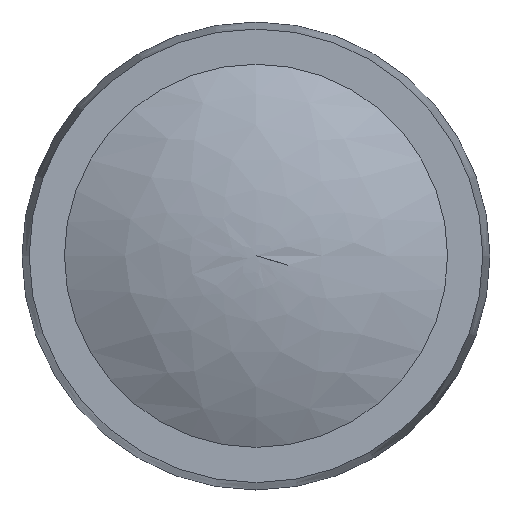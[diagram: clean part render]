
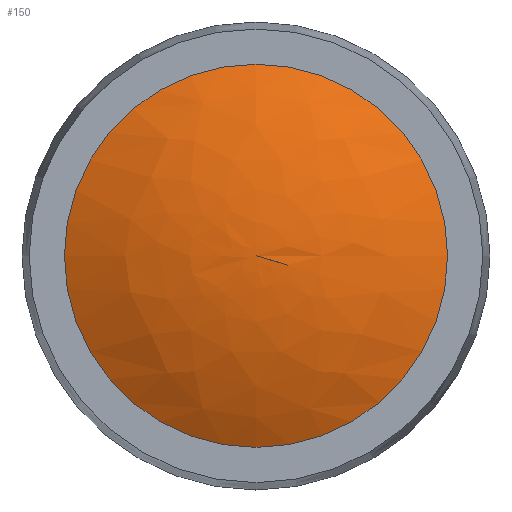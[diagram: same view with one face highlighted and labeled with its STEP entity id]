
A CAD part, top view. The second image highlights one B-rep face of the part: STEP entity #150.
In plain terms, the highlighted free-form (B-spline) face has degree [3, 3] with [4, 7] control points.
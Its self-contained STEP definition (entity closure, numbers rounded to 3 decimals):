
#150 = ADVANCED_FACE( '', ( #341, #342 ), #343, .T. );
#341 = FACE_BOUND( '', #546, .T. );
#342 = FACE_OUTER_BOUND( '', #547, .T. );
#343 = ( BOUNDED_SURFACE(  )B_SPLINE_SURFACE( 3, 3, ( ( #550, #551, #552, #553, #554, #555, #556 ), ( #557, #558, #559, #560, #561, #562, #563 ), ( #564, #565, #566, #567, #568, #569, #570 ), ( #571, #572, #573, #574, #575, #576, #577 ) ), .UNSPECIFIED., .F., .T., .F. )B_SPLINE_SURFACE_WITH_KNOTS( ( 4, 4 ), ( 4, 3, 4 ), ( 0., 6.283 ), ( 1.074, 1.319, 1.564 ), .UNSPECIFIED. )GEOMETRIC_REPRESENTATION_ITEM(  )RATIONAL_B_SPLINE_SURFACE( ( ( 1., 0.333, 0.333, 1., 0.333, 0.333, 1. ), ( 0.98, 0.327, 0.327, 0.98, 0.327, 0.327, 0.98 ), ( 0.98, 0.327, 0.327, 0.98, 0.327, 0.327, 0.98 ), ( 1., 0.333, 0.333, 1., 0.333, 0.333, 1. ) ) )REPRESENTATION_ITEM( '' )SURFACE(  ) );
#546 = VERTEX_LOOP( '', #857 );
#547 = EDGE_LOOP( '', ( #858 ) );
#550 = CARTESIAN_POINT( '', ( 0., 0., 23. ) );
#551 = CARTESIAN_POINT( '', ( 0., 0., 23. ) );
#552 = CARTESIAN_POINT( '', ( 0., 0., 23. ) );
#553 = CARTESIAN_POINT( '', ( 0., 0., 23. ) );
#554 = CARTESIAN_POINT( '', ( 0., 0., 23. ) );
#555 = CARTESIAN_POINT( '', ( 0., 0., 23. ) );
#556 = CARTESIAN_POINT( '', ( 0., 0., 23. ) );
#557 = CARTESIAN_POINT( '', ( 3.738, 0., 22.975 ) );
#558 = CARTESIAN_POINT( '', ( 3.738, 7.477, 22.975 ) );
#559 = CARTESIAN_POINT( '', ( -3.738, 7.477, 22.975 ) );
#560 = CARTESIAN_POINT( '', ( -3.738, 0., 22.975 ) );
#561 = CARTESIAN_POINT( '', ( -3.738, -7.477, 22.975 ) );
#562 = CARTESIAN_POINT( '', ( 3.738, -7.477, 22.975 ) );
#563 = CARTESIAN_POINT( '', ( 3.738, 0., 22.975 ) );
#564 = CARTESIAN_POINT( '', ( 7.359, 0., 22.043 ) );
#565 = CARTESIAN_POINT( '', ( 7.359, 14.718, 22.043 ) );
#566 = CARTESIAN_POINT( '', ( -7.359, 14.718, 22.043 ) );
#567 = CARTESIAN_POINT( '', ( -7.359, 0., 22.043 ) );
#568 = CARTESIAN_POINT( '', ( -7.359, -14.718, 22.043 ) );
#569 = CARTESIAN_POINT( '', ( 7.359, -14.718, 22.043 ) );
#570 = CARTESIAN_POINT( '', ( 7.359, 0., 22.043 ) );
#571 = CARTESIAN_POINT( '', ( 10.645, 0., 20.26 ) );
#572 = CARTESIAN_POINT( '', ( 10.645, 21.29, 20.26 ) );
#573 = CARTESIAN_POINT( '', ( -10.645, 21.29, 20.26 ) );
#574 = CARTESIAN_POINT( '', ( -10.645, 0., 20.26 ) );
#575 = CARTESIAN_POINT( '', ( -10.645, -21.29, 20.26 ) );
#576 = CARTESIAN_POINT( '', ( 10.645, -21.29, 20.26 ) );
#577 = CARTESIAN_POINT( '', ( 10.645, 0., 20.26 ) );
#857 = VERTEX_POINT( '', #990 );
#858 = ORIENTED_EDGE( '', *, *, #970, .T. );
#970 = EDGE_CURVE( '', #1103, #1103, #1104, .T. );
#990 = CARTESIAN_POINT( '', ( 0., 0., 23. ) );
#1103 = VERTEX_POINT( '', #1245 );
#1104 = CIRCLE( '', #1246, 10.645 );
#1245 = CARTESIAN_POINT( '', ( 10.645, 0., 20.26 ) );
#1246 = AXIS2_PLACEMENT_3D( '', #1397, #1398, #1399 );
#1397 = CARTESIAN_POINT( '', ( 0., 0., 20.26 ) );
#1398 = DIRECTION( '', ( 0., 0., 1. ) );
#1399 = DIRECTION( '', ( 1., 0., 0. ) );
